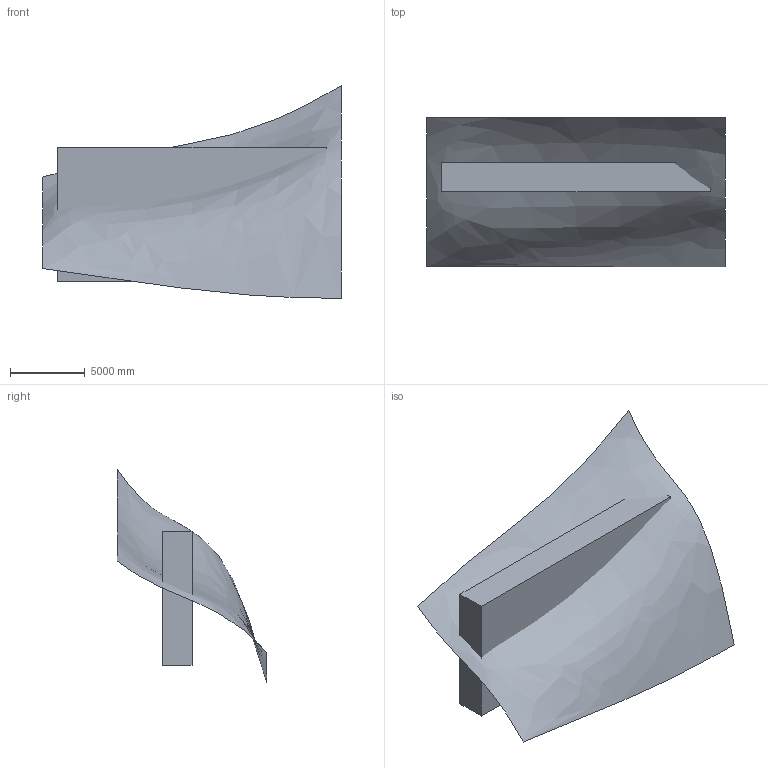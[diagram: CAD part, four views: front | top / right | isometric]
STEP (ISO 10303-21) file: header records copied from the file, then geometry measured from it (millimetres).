
FILE_DESCRIPTION(('Open CASCADE Model'),'2;1');
FILE_NAME('Open CASCADE Shape Model','2019-07-05T13:24:53',('Author'),( 'Open CASCADE'),'Open CASCADE STEP processor 6.9','Open CASCADE 6.9' ,'Unknown');
FILE_SCHEMA(('AUTOMOTIVE_DESIGN { 1 0 10303 214 1 1 1 1 }'));
Length unit declared in the file: millimetre
Products named in the file (2): Open CASCADE STEP translator 6.9 1; Open CASCADE STEP translator 6.9 2
Bounding box: 20000 x 10000 x 14260 mm (x, y, z)
Volume: 308000000000 mm3; surface area: 739752756.1 mm2
Topology: 1 solids, 2 shells, 11 faces, 28 edges, 20 vertices
Faces by surface type: plane 10, bspline 1
Entity records: 723 total; most frequent: CARTESIAN_POINT 152, DIRECTION 98, LINE 76, VECTOR 76, ORIENTED_EDGE 52, PCURVE 52, DEFINITIONAL_REPRESENTATION 52, EDGE_CURVE 28
